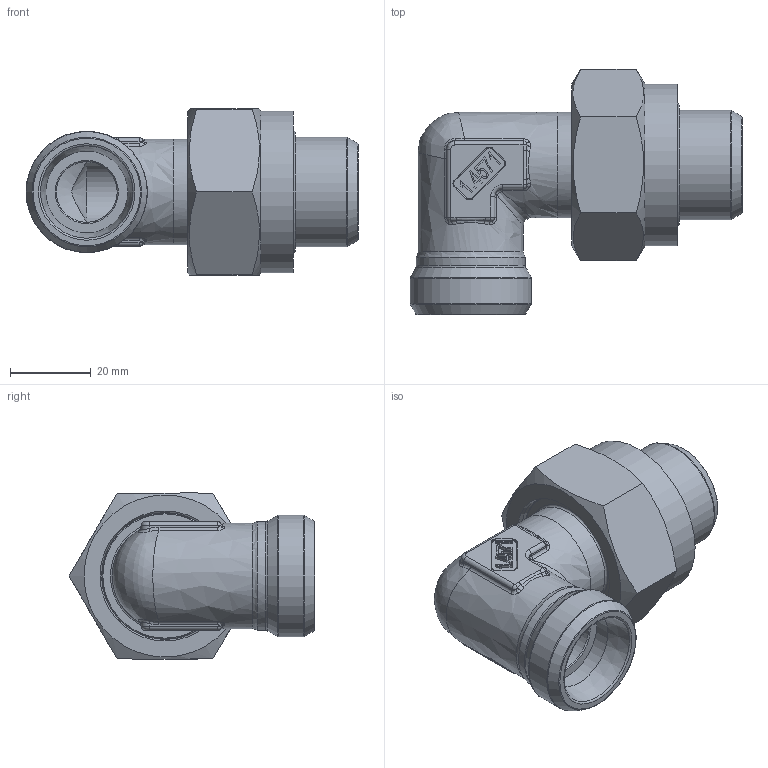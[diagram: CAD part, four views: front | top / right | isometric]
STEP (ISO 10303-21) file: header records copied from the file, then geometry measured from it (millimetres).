
FILE_DESCRIPTION(/* description */ (''),/* implementation_level */ '2;1');
FILE_NAME(/* name */ 'SVM20.stp',/* time_stamp */ '2025-01-10T09:28:55+01:00',/* author */ (''),/* organization */ (''),/* preprocessor_version */ 'ST-DEVELOPER v16',/* originating_system */ 'SIEMENS PLM Software NX 10.0',/* authorisation */ '');
FILE_SCHEMA (('AP203_CONFIGURATION_CONTROLLED_3D_DESIGN_OF_MECHANICAL_PARTS_AND_ASSEMBLIES_MIM_LF { 1 0 10303 403 2 1 2}'));
Length unit declared in the file: millimetre
Products named in the file (1): lwes24B827ADuvgx
Bounding box: 82 x 60.67 x 41 mm (x, y, z)
Volume: 58954.4 mm3; surface area: 24363.8 mm2
Topology: 4 solids, 4 shells, 298 faces, 711 edges, 431 vertices
Faces by surface type: plane 117, cylinder 67, bspline 61, cone 15, torus 15, extrusion 13, sphere 8, revolution 2
Full cylindrical faces by diameter (mm): 15 x2, 20.22 x1, 23.7 x1, 25 x1, 26 x1, 26.645 x1, 26.9 x1, 27 x1, 30 x1, 31.1 x2, 31.34 x1, 31.85 x1, 39.95 x1
Entity records: 10721 total; most frequent: CARTESIAN_POINT 4553, ORIENTED_EDGE 1274, DIRECTION 1117, EDGE_CURVE 637, VERTEX_POINT 415, AXIS2_PLACEMENT_3D 404, EDGE_LOOP 368, VECTOR 307
